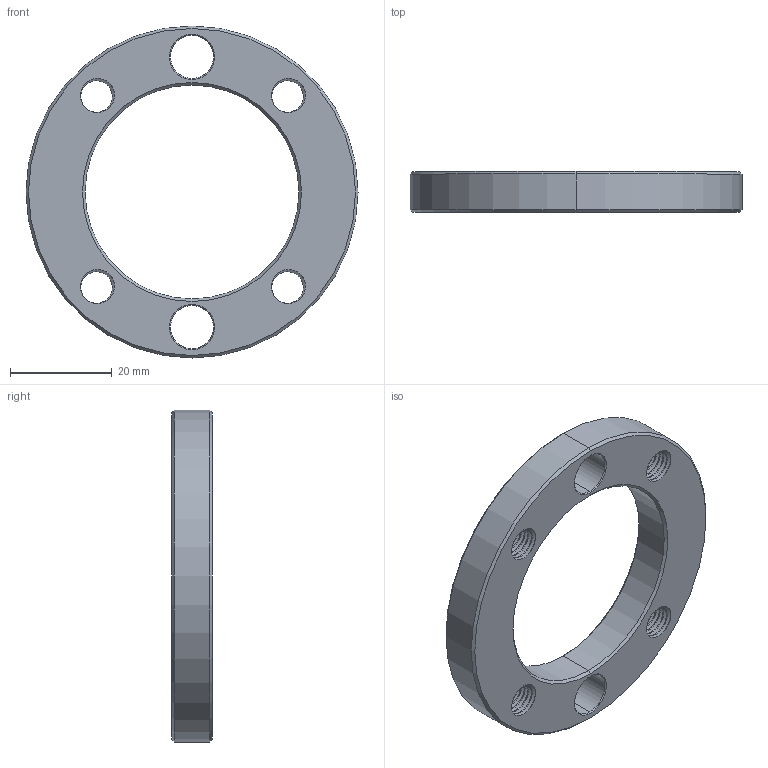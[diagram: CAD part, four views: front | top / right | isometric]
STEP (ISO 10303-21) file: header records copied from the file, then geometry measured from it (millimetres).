
FILE_DESCRIPTION (( 'STEP AP203' ), '1' );
FILE_NAME ('ecrou de roulement.STEP', '2024-07-12T19:53:12', ( '' ), ( '' ), 'SwSTEP 2.0', 'SolidWorks 2023', '' );
FILE_SCHEMA (( 'CONFIG_CONTROL_DESIGN' ));
Length unit declared in the file: millimetre
Products named in the file (1): ecrou de roulement
Bounding box: 65.2 x 8 x 65.2 mm (x, y, z)
Volume: 13508.9 mm3; surface area: 7405.5 mm2
Topology: 1 solids, 1 shells, 106 faces, 292 edges, 188 vertices
Faces by surface type: cylinder 76, cone 16, bspline 12, plane 2
Entity records: 9181 total; most frequent: CARTESIAN_POINT 6863, ORIENTED_EDGE 584, DIRECTION 358, EDGE_CURVE 292, VERTEX_POINT 188, AXIS2_PLACEMENT_3D 135, EDGE_LOOP 120, ADVANCED_FACE 106
